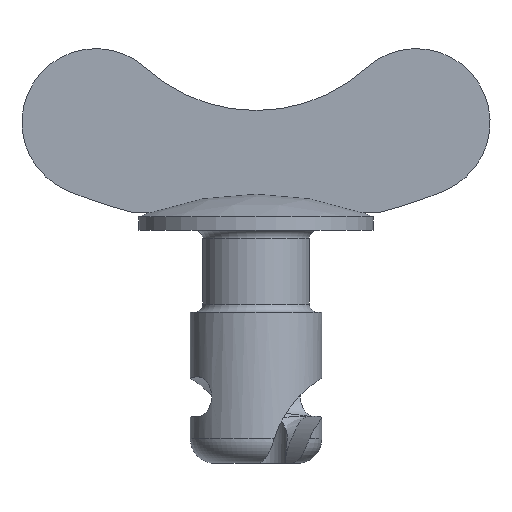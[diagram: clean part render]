
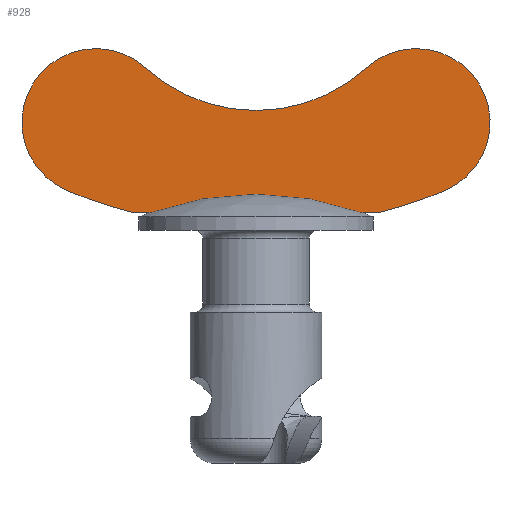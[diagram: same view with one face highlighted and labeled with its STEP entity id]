
A CAD part, front view. The second image highlights one B-rep face of the part: STEP entity #928.
In plain terms, the highlighted planar face has unit normal (0, -1, 0).
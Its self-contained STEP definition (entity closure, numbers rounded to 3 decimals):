
#97 = CARTESIAN_POINT ( 'NONE',  ( 0., -0.8, 17.427 ) ) ;
#155 = LINE ( 'NONE', #183, #1219 ) ;
#162 = DIRECTION ( 'NONE',  ( 0., 1., 0. ) ) ;
#183 = CARTESIAN_POINT ( 'NONE',  ( 7.441, -0.8, 11.194 ) ) ;
#199 = CARTESIAN_POINT ( 'NONE',  ( -6.453, -0.8, 11.194 ) ) ;
#204 = AXIS2_PLACEMENT_3D ( 'NONE', #1435, #162, #1644 ) ;
#206 = VERTEX_POINT ( 'NONE', #570 ) ;
#337 = CARTESIAN_POINT ( 'NONE',  ( 0., -0.8, -6.614 ) ) ;
#339 = CARTESIAN_POINT ( 'NONE',  ( 6.453, -0.8, 11.194 ) ) ;
#344 = EDGE_CURVE ( 'NONE', #1052, #1477, #985, .T. ) ;
#347 = AXIS2_PLACEMENT_3D ( 'NONE', #2501, #1636, #375 ) ;
#375 = DIRECTION ( 'NONE',  ( 0., 0., 1. ) ) ;
#381 = ORIENTED_EDGE ( 'NONE', *, *, #2573, .T. ) ;
#383 = DIRECTION ( 'NONE',  ( 0., 1., 0. ) ) ;
#385 = FACE_OUTER_BOUND ( 'NONE', #2132, .T. ) ;
#397 = CARTESIAN_POINT ( 'NONE',  ( 0., -0.8, 27.427 ) ) ;
#462 = CARTESIAN_POINT ( 'NONE',  ( -11.471, -0.8, 12.536 ) ) ;
#514 = EDGE_CURVE ( 'NONE', #1178, #2153, #1977, .T. ) ;
#560 = DIRECTION ( 'NONE',  ( 0., 0., 1. ) ) ;
#570 = CARTESIAN_POINT ( 'NONE',  ( 7.441, -0.8, 11.194 ) ) ;
#614 = VERTEX_POINT ( 'NONE', #339 ) ;
#616 = DIRECTION ( 'NONE',  ( 0., 0., 1. ) ) ;
#657 = CIRCLE ( 'NONE', #2468, 18.941 ) ;
#670 = CARTESIAN_POINT ( 'NONE',  ( 0., -0.8, 40.256 ) ) ;
#685 = VERTEX_POINT ( 'NONE', #1417 ) ;
#786 = ORIENTED_EDGE ( 'NONE', *, *, #1878, .F. ) ;
#837 = DIRECTION ( 'NONE',  ( -1., 0., 0. ) ) ;
#885 = DIRECTION ( 'NONE',  ( 0., 0., 1. ) ) ;
#923 = DIRECTION ( 'NONE',  ( 0., 1., 0. ) ) ;
#928 = ADVANCED_FACE ( 'NONE', ( #385 ), #2279, .F. ) ;
#960 = EDGE_CURVE ( 'NONE', #1107, #206, #1936, .T. ) ;
#962 = CIRCLE ( 'NONE', #980, 4.5 ) ;
#974 = DIRECTION ( 'NONE',  ( -1., 0., 0. ) ) ;
#980 = AXIS2_PLACEMENT_3D ( 'NONE', #2196, #923, #2407 ) ;
#985 = CIRCLE ( 'NONE', #1566, 10. ) ;
#1048 = AXIS2_PLACEMENT_3D ( 'NONE', #1643, #383, #1864 ) ;
#1052 = VERTEX_POINT ( 'NONE', #2732 ) ;
#1097 = ORIENTED_EDGE ( 'NONE', *, *, #1739, .F. ) ;
#1107 = VERTEX_POINT ( 'NONE', #1326 ) ;
#1164 = DIRECTION ( 'NONE',  ( 0., 1., 0. ) ) ;
#1178 = VERTEX_POINT ( 'NONE', #199 ) ;
#1219 = VECTOR ( 'NONE', #837, 1000. ) ;
#1326 = CARTESIAN_POINT ( 'NONE',  ( 11.471, -0.8, 12.536 ) ) ;
#1411 = CIRCLE ( 'NONE', #1896, 10. ) ;
#1417 = CARTESIAN_POINT ( 'NONE',  ( -6.724, -0.8, 20.025 ) ) ;
#1435 = CARTESIAN_POINT ( 'NONE',  ( 0., -0.8, 40.256 ) ) ;
#1472 = VECTOR ( 'NONE', #974, 1000. ) ;
#1477 = VERTEX_POINT ( 'NONE', #97 ) ;
#1566 = AXIS2_PLACEMENT_3D ( 'NONE', #397, #1876, #616 ) ;
#1601 = ORIENTED_EDGE ( 'NONE', *, *, #960, .F. ) ;
#1636 = DIRECTION ( 'NONE',  ( 0., 1., 0. ) ) ;
#1643 = CARTESIAN_POINT ( 'NONE',  ( 9.75, -0.8, 16.694 ) ) ;
#1644 = DIRECTION ( 'NONE',  ( 0., 0., 1. ) ) ;
#1701 = ORIENTED_EDGE ( 'NONE', *, *, #2476, .T. ) ;
#1739 = EDGE_CURVE ( 'NONE', #1052, #1107, #1920, .T. ) ;
#1820 = DIRECTION ( 'NONE',  ( 0., 1., 0. ) ) ;
#1864 = DIRECTION ( 'NONE',  ( 0., 0., 1. ) ) ;
#1876 = DIRECTION ( 'NONE',  ( 0., 1., 0. ) ) ;
#1878 = EDGE_CURVE ( 'NONE', #206, #614, #155, .T. ) ;
#1896 = AXIS2_PLACEMENT_3D ( 'NONE', #2446, #1164, #2654 ) ;
#1920 = CIRCLE ( 'NONE', #1048, 4.5 ) ;
#1930 = EDGE_CURVE ( 'NONE', #2153, #2194, #2229, .T. ) ;
#1936 = CIRCLE ( 'NONE', #204, 30. ) ;
#1977 = LINE ( 'NONE', #2458, #1472 ) ;
#2132 = EDGE_LOOP ( 'NONE', ( #2360, #381, #786, #1601, #1097, #2754, #1701, #2636, #2621 ) ) ;
#2146 = CARTESIAN_POINT ( 'NONE',  ( -7.442, -0.8, 11.194 ) ) ;
#2151 = DIRECTION ( 'NONE',  ( 0., 1., 0. ) ) ;
#2153 = VERTEX_POINT ( 'NONE', #2146 ) ;
#2194 = VERTEX_POINT ( 'NONE', #462 ) ;
#2196 = CARTESIAN_POINT ( 'NONE',  ( -9.75, -0.8, 16.694 ) ) ;
#2229 = CIRCLE ( 'NONE', #2600, 30. ) ;
#2279 = PLANE ( 'NONE',  #347 ) ;
#2360 = ORIENTED_EDGE ( 'NONE', *, *, #514, .F. ) ;
#2407 = DIRECTION ( 'NONE',  ( 0., 0., 1. ) ) ;
#2446 = CARTESIAN_POINT ( 'NONE',  ( 0., -0.8, 27.427 ) ) ;
#2458 = CARTESIAN_POINT ( 'NONE',  ( 7.441, -0.8, 11.194 ) ) ;
#2468 = AXIS2_PLACEMENT_3D ( 'NONE', #337, #1820, #560 ) ;
#2476 = EDGE_CURVE ( 'NONE', #1477, #685, #1411, .T. ) ;
#2501 = CARTESIAN_POINT ( 'NONE',  ( 0., -0.8, 40.256 ) ) ;
#2573 = EDGE_CURVE ( 'NONE', #1178, #614, #657, .T. ) ;
#2600 = AXIS2_PLACEMENT_3D ( 'NONE', #670, #2151, #885 ) ;
#2621 = ORIENTED_EDGE ( 'NONE', *, *, #1930, .F. ) ;
#2636 = ORIENTED_EDGE ( 'NONE', *, *, #2776, .F. ) ;
#2654 = DIRECTION ( 'NONE',  ( 0., 0., 1. ) ) ;
#2732 = CARTESIAN_POINT ( 'NONE',  ( 6.724, -0.8, 20.025 ) ) ;
#2754 = ORIENTED_EDGE ( 'NONE', *, *, #344, .T. ) ;
#2776 = EDGE_CURVE ( 'NONE', #2194, #685, #962, .T. ) ;
